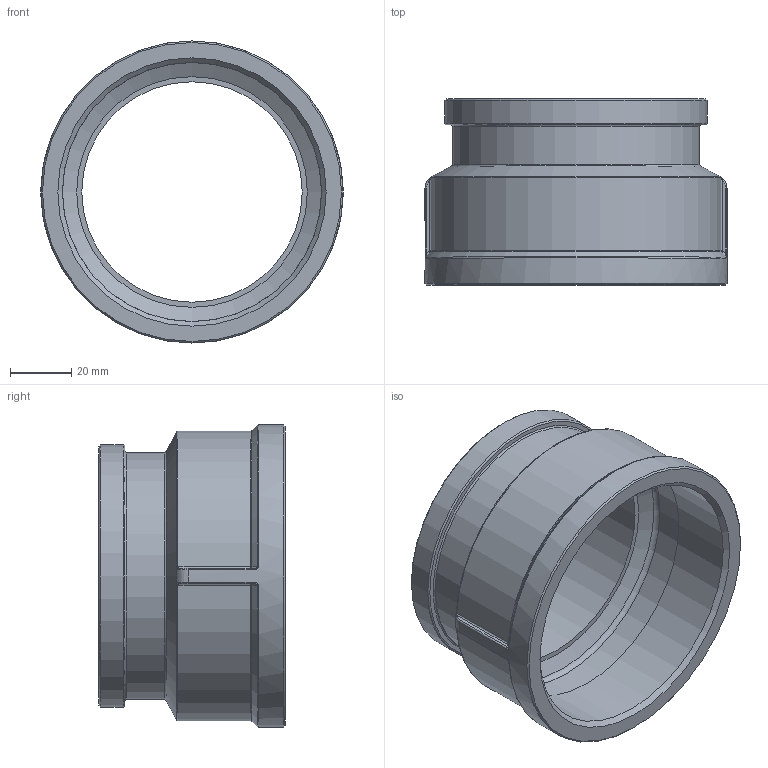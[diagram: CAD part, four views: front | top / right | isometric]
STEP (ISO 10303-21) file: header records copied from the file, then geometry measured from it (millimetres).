
FILE_DESCRIPTION(/* description */ (''),/* implementation_level */ '2;1');
FILE_NAME(/* name */ 'KI-335-1-080 Aschl.stp',/* time_stamp */ '2016-06-02T13:06:25+02:00',/* author */ ('hochmair'),/* organization */ (''),/* preprocessor_version */ 'ST-DEVELOPER v15.6',/* originating_system */ 'Autodesk Inventor 2015',/* authorisation */ '');
FILE_SCHEMA (('AUTOMOTIVE_DESIGN { 1 0 10303 214 3 1 1 }'));
Length unit declared in the file: millimetre
Products named in the file (1): TB63384730
Bounding box: 99 x 61 x 99 mm (x, y, z)
Volume: 89880.5 mm3; surface area: 39435.9 mm2
Topology: 1 solids, 1 shells, 64 faces, 136 edges, 77 vertices
Faces by surface type: cylinder 16, bspline 16, torus 11, plane 9, cone 8, sphere 4
Full cylindrical faces by diameter (mm): 72.226 x1, 81 x1, 84.926 x1, 86 x1, 87 x1, 99 x1
Entity records: 2027 total; most frequent: CARTESIAN_POINT 771, DIRECTION 252, ORIENTED_EDGE 230, AXIS2_PLACEMENT_3D 116, EDGE_CURVE 115, EDGE_LOOP 86, VERTEX_POINT 73, CIRCLE 67
